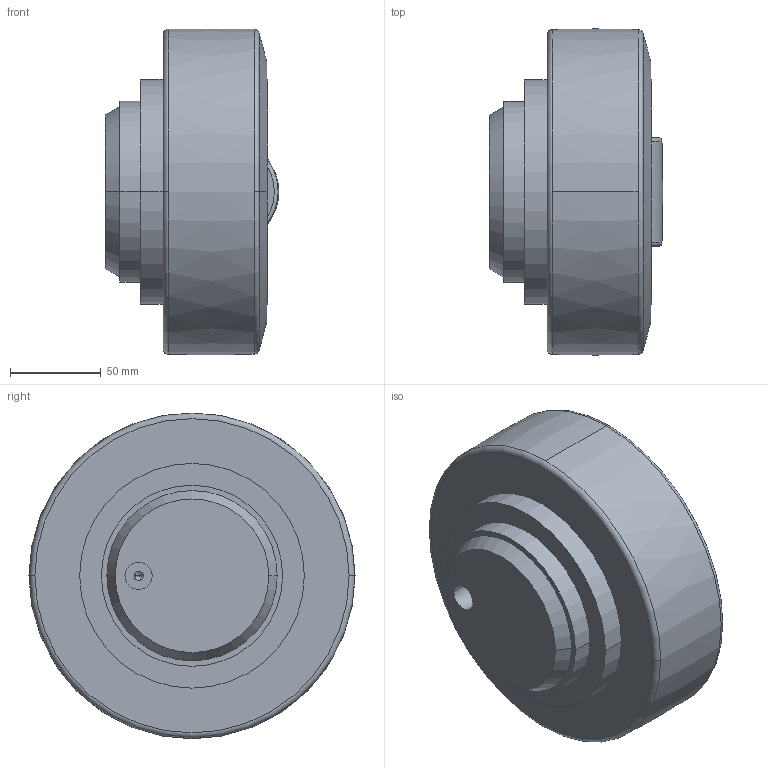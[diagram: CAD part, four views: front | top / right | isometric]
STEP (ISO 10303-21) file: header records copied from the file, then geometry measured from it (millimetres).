
FILE_DESCRIPTION(('STEP AP203'),'1');
FILE_NAME('4_085_6_5.stp','2024-01-05T05:07:58',('TraceParts'),('TraceParts S.A.'),'Spatial InterOp 3D',' ',' ');
FILE_SCHEMA(('CONFIG_CONTROL_DESIGN'));
Length unit declared in the file: millimetre
Products named in the file (1): 1
Bounding box: 95.7 x 180 x 179.69 mm (x, y, z)
Volume: 1730449.7 mm3; surface area: 92156.9 mm2
Topology: 1 solids, 1 shells, 44 faces, 108 edges, 67 vertices
Faces by surface type: plane 15, cylinder 14, torus 7, cone 6, bspline 2
Entity records: 1502 total; most frequent: CARTESIAN_POINT 434, DIRECTION 228, ORIENTED_EDGE 204, EDGE_CURVE 102, AXIS2_PLACEMENT_3D 98, VERTEX_POINT 67, CIRCLE 55, EDGE_LOOP 51
